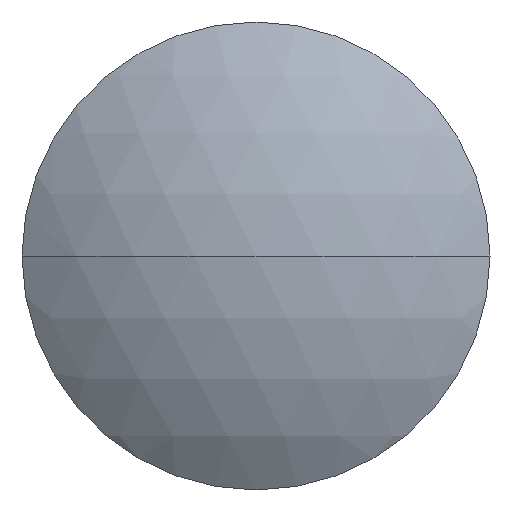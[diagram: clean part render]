
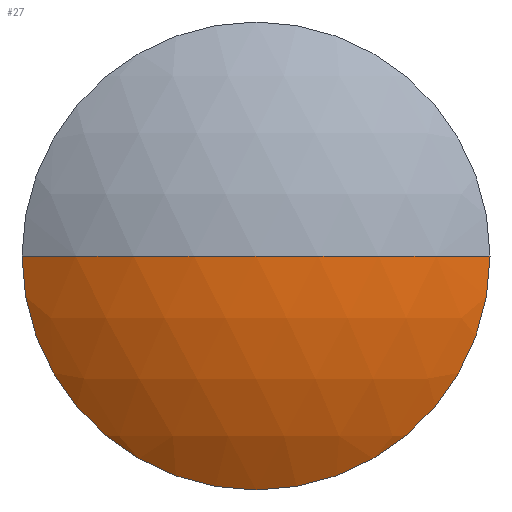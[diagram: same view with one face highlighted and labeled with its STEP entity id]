
A CAD part, left-side view. The second image highlights one B-rep face of the part: STEP entity #27.
In plain terms, the highlighted spherical face has radius 33.6 mm.
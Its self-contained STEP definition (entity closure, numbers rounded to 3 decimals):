
#11 = EDGE_CURVE ( 'NONE', #177, #145, #98, .T. ) ;
#17 = SPHERICAL_SURFACE ( 'NONE', #44, 33.6 ) ;
#26 = EDGE_CURVE ( 'NONE', #145, #115, #147, .T. ) ;
#27 = ADVANCED_FACE ( 'NONE', ( #96 ), #17, .T. ) ;
#31 = CARTESIAN_POINT ( 'NONE',  ( 122.855, 65.217, 0. ) ) ;
#44 = AXIS2_PLACEMENT_3D ( 'NONE', #162, #67, #164 ) ;
#49 = DIRECTION ( 'NONE',  ( -1., 0., 0. ) ) ;
#52 = ORIENTED_EDGE ( 'NONE', *, *, #53, .F. ) ;
#53 = EDGE_CURVE ( 'NONE', #177, #115, #131, .T. ) ;
#59 = CARTESIAN_POINT ( 'NONE',  ( 156.455, 65.217, 0. ) ) ;
#62 = AXIS2_PLACEMENT_3D ( 'NONE', #92, #49, #149 ) ;
#67 = DIRECTION ( 'NONE',  ( 0., 0., -1. ) ) ;
#75 = DIRECTION ( 'NONE',  ( 1., 0., 0. ) ) ;
#82 = AXIS2_PLACEMENT_3D ( 'NONE', #93, #191, #152 ) ;
#88 = AXIS2_PLACEMENT_3D ( 'NONE', #59, #185, #75 ) ;
#92 = CARTESIAN_POINT ( 'NONE',  ( 128.76, 65.217, 0. ) ) ;
#93 = CARTESIAN_POINT ( 'NONE',  ( 156.455, 65.217, 0. ) ) ;
#96 = FACE_OUTER_BOUND ( 'NONE', #154, .T. ) ;
#98 = CIRCLE ( 'NONE', #62, 19.025 ) ;
#99 = ORIENTED_EDGE ( 'NONE', *, *, #26, .T. ) ;
#115 = VERTEX_POINT ( 'NONE', #31 ) ;
#131 = CIRCLE ( 'NONE', #88, 33.6 ) ;
#142 = CARTESIAN_POINT ( 'NONE',  ( 128.76, 84.242, 0. ) ) ;
#145 = VERTEX_POINT ( 'NONE', #183 ) ;
#147 = CIRCLE ( 'NONE', #82, 33.6 ) ;
#149 = DIRECTION ( 'NONE',  ( 0., -1., 0. ) ) ;
#152 = DIRECTION ( 'NONE',  ( 0., 1., 0. ) ) ;
#154 = EDGE_LOOP ( 'NONE', ( #167, #99, #52 ) ) ;
#162 = CARTESIAN_POINT ( 'NONE',  ( 156.455, 65.217, 0. ) ) ;
#164 = DIRECTION ( 'NONE',  ( 0., 1., 0. ) ) ;
#167 = ORIENTED_EDGE ( 'NONE', *, *, #11, .T. ) ;
#177 = VERTEX_POINT ( 'NONE', #142 ) ;
#183 = CARTESIAN_POINT ( 'NONE',  ( 128.76, 46.192, 0. ) ) ;
#185 = DIRECTION ( 'NONE',  ( 0., 0., 1. ) ) ;
#191 = DIRECTION ( 'NONE',  ( 0., 0., -1. ) ) ;
